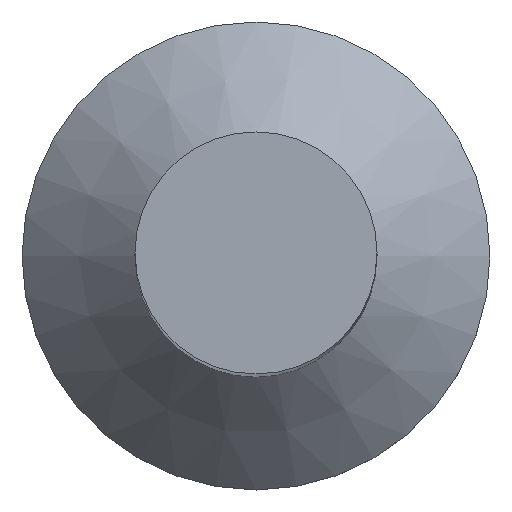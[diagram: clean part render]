
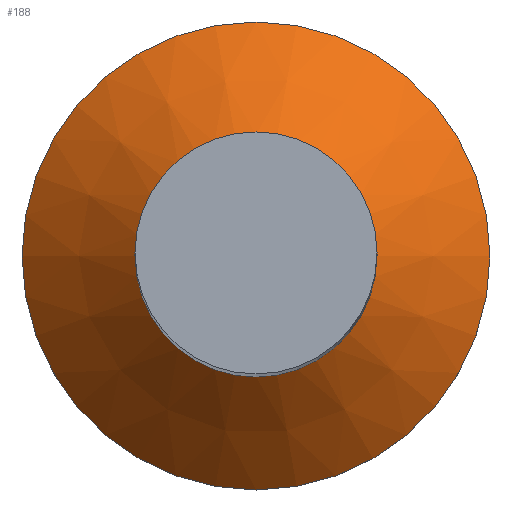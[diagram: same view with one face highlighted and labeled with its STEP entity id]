
A CAD part, top view. The second image highlights one B-rep face of the part: STEP entity #188.
In plain terms, the highlighted conical face has half-angle 45 degrees and reference radius 1.5 mm.
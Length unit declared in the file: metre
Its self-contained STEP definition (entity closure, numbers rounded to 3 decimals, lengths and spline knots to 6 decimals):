
#56=CONICAL_SURFACE('',#215,0.0015,0.785);
#62=ORIENTED_EDGE('',*,*,#105,.F.);
#63=ORIENTED_EDGE('',*,*,#104,.T.);
#104=EDGE_CURVE('',#126,#126,#142,.T.);
#105=EDGE_CURVE('',#127,#127,#143,.T.);
#126=VERTEX_POINT('',#285);
#127=VERTEX_POINT('',#288);
#142=CIRCLE('',#214,0.0015);
#143=CIRCLE('',#216,0.0029);
#148=EDGE_LOOP('',(#62));
#149=EDGE_LOOP('',(#63));
#164=FACE_BOUND('',#148,.T.);
#165=FACE_BOUND('',#149,.T.);
#188=ADVANCED_FACE('',(#164,#165),#56,.T.);
#214=AXIS2_PLACEMENT_3D('',#284,#235,#236);
#215=AXIS2_PLACEMENT_3D('',#286,#237,#238);
#216=AXIS2_PLACEMENT_3D('',#287,#239,#240);
#235=DIRECTION('',(0.,0.,-1.));
#236=DIRECTION('',(-1.,0.,0.));
#237=DIRECTION('',(0.,0.,-1.));
#238=DIRECTION('',(-1.,0.,0.));
#239=DIRECTION('',(0.,0.,-1.));
#240=DIRECTION('',(-1.,0.,0.));
#284=CARTESIAN_POINT('',(0.,0.,-0.02014));
#285=CARTESIAN_POINT('',(-0.0015,0.,-0.02014));
#286=CARTESIAN_POINT('',(0.,0.,-0.02014));
#287=CARTESIAN_POINT('',(0.,0.,-0.02154));
#288=CARTESIAN_POINT('',(-0.0029,0.,-0.02154));
